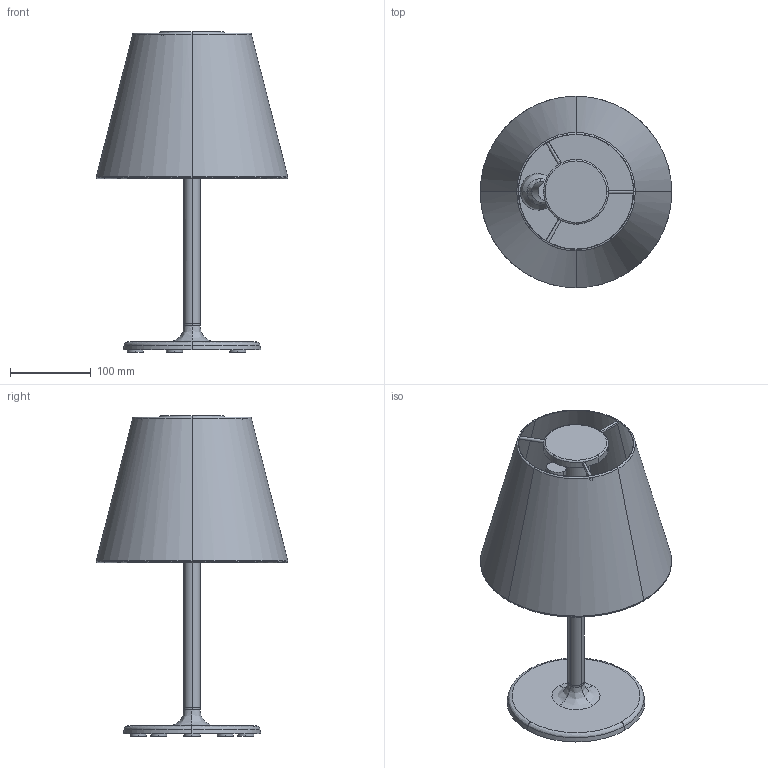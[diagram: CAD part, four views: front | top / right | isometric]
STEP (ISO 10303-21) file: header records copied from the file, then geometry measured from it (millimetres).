
FILE_DESCRIPTION(/* description */ (''),/* implementation_level */ '2;1');
FILE_NAME(/* name */ 'Melampo notte',/* time_stamp */ '2016-10-21T11:24:36+02:00',/* author */ (''),/* organization */ (''),/* preprocessor_version */ 'ST-DEVELOPER v10',/* originating_system */ '',/* authorisation */ '');
FILE_SCHEMA (('CONFIG_CONTROL_DESIGN'));
Length unit declared in the file: millimetre
Products named in the file (1): 1
Bounding box: 236.6 x 236.6 x 396.2 mm (x, y, z)
Volume: 626460.7 mm3; surface area: 322979.6 mm2
Topology: 8 solids, 9 shells, 124 faces, 288 edges, 181 vertices
Faces by surface type: bspline 98, plane 26
Entity records: 4296 total; most frequent: CARTESIAN_POINT 2645, ORIENTED_EDGE 542, EDGE_CURVE 283, VERTEX_POINT 180, EDGE_LOOP 130, ADVANCED_FACE 124, FACE_OUTER_BOUND 124, B_SPLINE_CURVE_WITH_KNOTS 65
